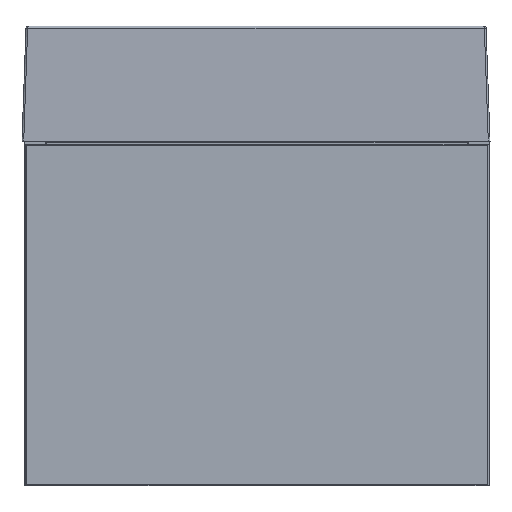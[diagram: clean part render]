
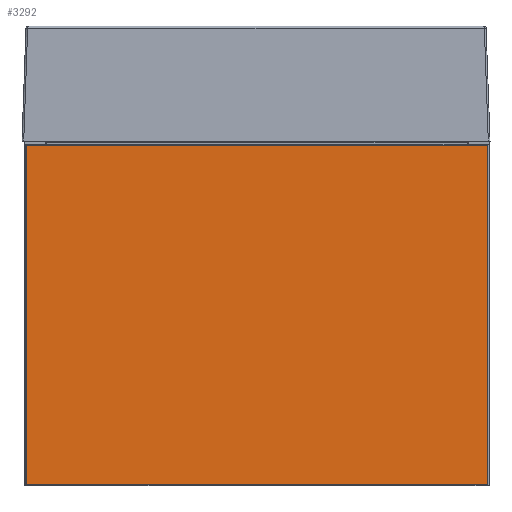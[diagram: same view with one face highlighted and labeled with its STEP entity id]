
A CAD part, front view. The second image highlights one B-rep face of the part: STEP entity #3292.
In plain terms, the highlighted planar face has unit normal (0, -1, 0).
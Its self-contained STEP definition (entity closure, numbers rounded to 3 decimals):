
#206=LINE('',#12342,#520);
#210=LINE('',#12349,#524);
#213=LINE('',#12355,#527);
#215=LINE('',#12358,#529);
#520=VECTOR('',#4131,1.);
#524=VECTOR('',#4137,1.);
#527=VECTOR('',#4142,1.);
#529=VECTOR('',#4146,1.);
#984=FACE_OUTER_BOUND('',#1200,.T.);
#1200=EDGE_LOOP('',(#2605,#2606,#2607,#2608));
#1491=VERTEX_POINT('',#12339);
#1492=VERTEX_POINT('',#12341);
#1494=VERTEX_POINT('',#12347);
#1496=VERTEX_POINT('',#12353);
#1879=EDGE_CURVE('',#1492,#1491,#206,.T.);
#1883=EDGE_CURVE('',#1491,#1494,#210,.T.);
#1886=EDGE_CURVE('',#1494,#1496,#213,.T.);
#1888=EDGE_CURVE('',#1496,#1492,#215,.T.);
#2605=ORIENTED_EDGE('',*,*,#1879,.T.);
#2606=ORIENTED_EDGE('',*,*,#1883,.T.);
#2607=ORIENTED_EDGE('',*,*,#1886,.T.);
#2608=ORIENTED_EDGE('',*,*,#1888,.T.);
#3083=PLANE('',#3628);
#3292=ADVANCED_FACE('',(#984),#3083,.T.);
#3628=AXIS2_PLACEMENT_3D('',#12360,#4149,#4150);
#4131=DIRECTION('',(1.,0.,0.));
#4137=DIRECTION('',(0.,0.,1.));
#4142=DIRECTION('',(-1.,0.,0.));
#4146=DIRECTION('',(0.,0.,-1.));
#4149=DIRECTION('center_axis',(0.,-1.,0.));
#4150=DIRECTION('ref_axis',(0.,0.,-1.));
#12339=CARTESIAN_POINT('',(403.,-218.,1.));
#12341=CARTESIAN_POINT('',(2.,-218.,1.));
#12342=CARTESIAN_POINT('',(302.75,-218.,1.));
#12347=CARTESIAN_POINT('',(403.,-218.,296.));
#12349=CARTESIAN_POINT('',(403.,-218.,222.25));
#12353=CARTESIAN_POINT('',(2.,-218.,296.));
#12355=CARTESIAN_POINT('',(102.25,-218.,296.));
#12358=CARTESIAN_POINT('',(2.,-218.,74.75));
#12360=CARTESIAN_POINT('Origin',(202.5,-218.,148.5));
